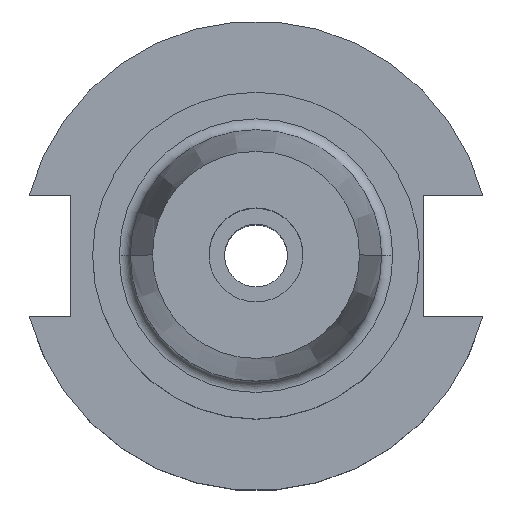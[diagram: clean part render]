
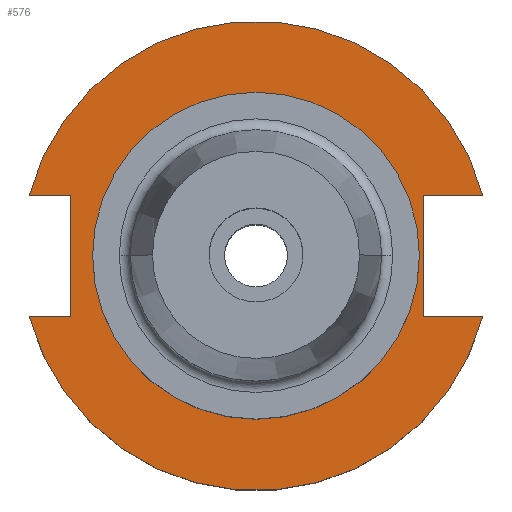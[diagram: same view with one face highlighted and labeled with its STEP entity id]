
A CAD part, top view. The second image highlights one B-rep face of the part: STEP entity #576.
In plain terms, the highlighted planar face has unit normal (0, 0, 1).
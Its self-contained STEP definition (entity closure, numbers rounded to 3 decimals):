
#25 = VECTOR ( 'NONE', #388, 1000. ) ;
#28 = VECTOR ( 'NONE', #1663, 1000. ) ;
#30 = AXIS2_PLACEMENT_3D ( 'NONE', #1508, #708, #1637 ) ;
#43 = ORIENTED_EDGE ( 'NONE', *, *, #423, .F. ) ;
#51 = VERTEX_POINT ( 'NONE', #1162 ) ;
#65 = FACE_BOUND ( 'NONE', #722, .T. ) ;
#68 = CARTESIAN_POINT ( 'NONE',  ( 0., 8.191, 19.05 ) ) ;
#142 = LINE ( 'NONE', #1040, #1520 ) ;
#196 = DIRECTION ( 'NONE',  ( -1., 0., 0. ) ) ;
#235 = EDGE_CURVE ( 'NONE', #1704, #51, #1242, .T. ) ;
#245 = ORIENTED_EDGE ( 'NONE', *, *, #1105, .T. ) ;
#267 = CARTESIAN_POINT ( 'NONE',  ( 0., 0., 19.05 ) ) ;
#271 = CIRCLE ( 'NONE', #469, 22.1 ) ;
#344 = DIRECTION ( 'NONE',  ( 0., 0., 1. ) ) ;
#367 = VERTEX_POINT ( 'NONE', #1192 ) ;
#368 = DIRECTION ( 'NONE',  ( 0., -1., 0. ) ) ;
#376 = ORIENTED_EDGE ( 'NONE', *, *, #405, .T. ) ;
#388 = DIRECTION ( 'NONE',  ( 0., 1., 0. ) ) ;
#405 = EDGE_CURVE ( 'NONE', #1647, #463, #1377, .T. ) ;
#412 = DIRECTION ( 'NONE',  ( 1., 0., 0. ) ) ;
#420 = DIRECTION ( 'NONE',  ( 1., 0., 0. ) ) ;
#423 = EDGE_CURVE ( 'NONE', #367, #1632, #271, .T. ) ;
#441 = ORIENTED_EDGE ( 'NONE', *, *, #235, .F. ) ;
#442 = CARTESIAN_POINT ( 'NONE',  ( 30.675, 8.191, 19.05 ) ) ;
#453 = AXIS2_PLACEMENT_3D ( 'NONE', #1153, #344, #1279 ) ;
#457 = LINE ( 'NONE', #793, #25 ) ;
#463 = VERTEX_POINT ( 'NONE', #1087 ) ;
#469 = AXIS2_PLACEMENT_3D ( 'NONE', #267, #1214, #412 ) ;
#478 = AXIS2_PLACEMENT_3D ( 'NONE', #1526, #1391, #1125 ) ;
#534 = CIRCLE ( 'NONE', #30, 22.1 ) ;
#557 = EDGE_CURVE ( 'NONE', #1601, #463, #1098, .T. ) ;
#558 = DIRECTION ( 'NONE',  ( 1., 0., 0. ) ) ;
#567 = CARTESIAN_POINT ( 'NONE',  ( -25.091, -8.191, 19.05 ) ) ;
#576 = ADVANCED_FACE ( 'NONE', ( #65, #1395 ), #870, .F. ) ;
#596 = CARTESIAN_POINT ( 'NONE',  ( 0., -8.191, 19.05 ) ) ;
#664 = CARTESIAN_POINT ( 'NONE',  ( 0., 0., 19.05 ) ) ;
#685 = VERTEX_POINT ( 'NONE', #1126 ) ;
#708 = DIRECTION ( 'NONE',  ( 0., 0., 1. ) ) ;
#722 = EDGE_LOOP ( 'NONE', ( #1547, #43 ) ) ;
#793 = CARTESIAN_POINT ( 'NONE',  ( 22.606, 22.1, 19.05 ) ) ;
#809 = DIRECTION ( 'NONE',  ( 1., 0., 0. ) ) ;
#866 = EDGE_CURVE ( 'NONE', #1704, #1263, #1088, .T. ) ;
#870 = PLANE ( 'NONE',  #478 ) ;
#891 = VECTOR ( 'NONE', #196, 1000. ) ;
#900 = VECTOR ( 'NONE', #558, 1000. ) ;
#918 = CARTESIAN_POINT ( 'NONE',  ( 22.1, 0., 19.05 ) ) ;
#975 = EDGE_LOOP ( 'NONE', ( #1635, #1604, #376, #1710, #245, #441, #1706, #1221 ) ) ;
#1040 = CARTESIAN_POINT ( 'NONE',  ( -25.091, 8.191, 19.05 ) ) ;
#1059 = EDGE_CURVE ( 'NONE', #685, #1700, #142, .T. ) ;
#1075 = LINE ( 'NONE', #1092, #1371 ) ;
#1087 = CARTESIAN_POINT ( 'NONE',  ( 30.675, -8.191, 19.05 ) ) ;
#1088 = CIRCLE ( 'NONE', #453, 31.75 ) ;
#1092 = CARTESIAN_POINT ( 'NONE',  ( -61.091, 8.191, 19.05 ) ) ;
#1098 = LINE ( 'NONE', #596, #28 ) ;
#1105 = EDGE_CURVE ( 'NONE', #1601, #51, #457, .T. ) ;
#1125 = DIRECTION ( 'NONE',  ( -1., 0., 0. ) ) ;
#1126 = CARTESIAN_POINT ( 'NONE',  ( -25.091, 8.191, 19.05 ) ) ;
#1153 = CARTESIAN_POINT ( 'NONE',  ( 0., 0., 19.05 ) ) ;
#1162 = CARTESIAN_POINT ( 'NONE',  ( 22.606, 8.191, 19.05 ) ) ;
#1177 = CARTESIAN_POINT ( 'NONE',  ( -30.675, 8.191, 19.05 ) ) ;
#1184 = CARTESIAN_POINT ( 'NONE',  ( -30.675, -8.191, 19.05 ) ) ;
#1192 = CARTESIAN_POINT ( 'NONE',  ( -22.1, 0., 19.05 ) ) ;
#1214 = DIRECTION ( 'NONE',  ( 0., 0., 1. ) ) ;
#1221 = ORIENTED_EDGE ( 'NONE', *, *, #1392, .T. ) ;
#1242 = LINE ( 'NONE', #68, #891 ) ;
#1249 = LINE ( 'NONE', #1502, #900 ) ;
#1263 = VERTEX_POINT ( 'NONE', #1177 ) ;
#1279 = DIRECTION ( 'NONE',  ( 1., 0., 0. ) ) ;
#1371 = VECTOR ( 'NONE', #420, 1000. ) ;
#1377 = CIRCLE ( 'NONE', #1592, 31.75 ) ;
#1391 = DIRECTION ( 'NONE',  ( 0., 0., -1. ) ) ;
#1392 = EDGE_CURVE ( 'NONE', #1263, #685, #1075, .T. ) ;
#1395 = FACE_OUTER_BOUND ( 'NONE', #975, .T. ) ;
#1502 = CARTESIAN_POINT ( 'NONE',  ( -61.091, -8.191, 19.05 ) ) ;
#1508 = CARTESIAN_POINT ( 'NONE',  ( 0., 0., 19.05 ) ) ;
#1520 = VECTOR ( 'NONE', #368, 1000. ) ;
#1526 = CARTESIAN_POINT ( 'NONE',  ( 0., 22.1, 19.05 ) ) ;
#1547 = ORIENTED_EDGE ( 'NONE', *, *, #1677, .F. ) ;
#1551 = CARTESIAN_POINT ( 'NONE',  ( 22.606, -8.191, 19.05 ) ) ;
#1592 = AXIS2_PLACEMENT_3D ( 'NONE', #664, #1605, #809 ) ;
#1601 = VERTEX_POINT ( 'NONE', #1551 ) ;
#1604 = ORIENTED_EDGE ( 'NONE', *, *, #1662, .F. ) ;
#1605 = DIRECTION ( 'NONE',  ( 0., 0., 1. ) ) ;
#1632 = VERTEX_POINT ( 'NONE', #918 ) ;
#1635 = ORIENTED_EDGE ( 'NONE', *, *, #1059, .T. ) ;
#1637 = DIRECTION ( 'NONE',  ( 1., 0., 0. ) ) ;
#1647 = VERTEX_POINT ( 'NONE', #1184 ) ;
#1662 = EDGE_CURVE ( 'NONE', #1647, #1700, #1249, .T. ) ;
#1663 = DIRECTION ( 'NONE',  ( 1., 0., 0. ) ) ;
#1677 = EDGE_CURVE ( 'NONE', #1632, #367, #534, .T. ) ;
#1700 = VERTEX_POINT ( 'NONE', #567 ) ;
#1704 = VERTEX_POINT ( 'NONE', #442 ) ;
#1706 = ORIENTED_EDGE ( 'NONE', *, *, #866, .T. ) ;
#1710 = ORIENTED_EDGE ( 'NONE', *, *, #557, .F. ) ;
